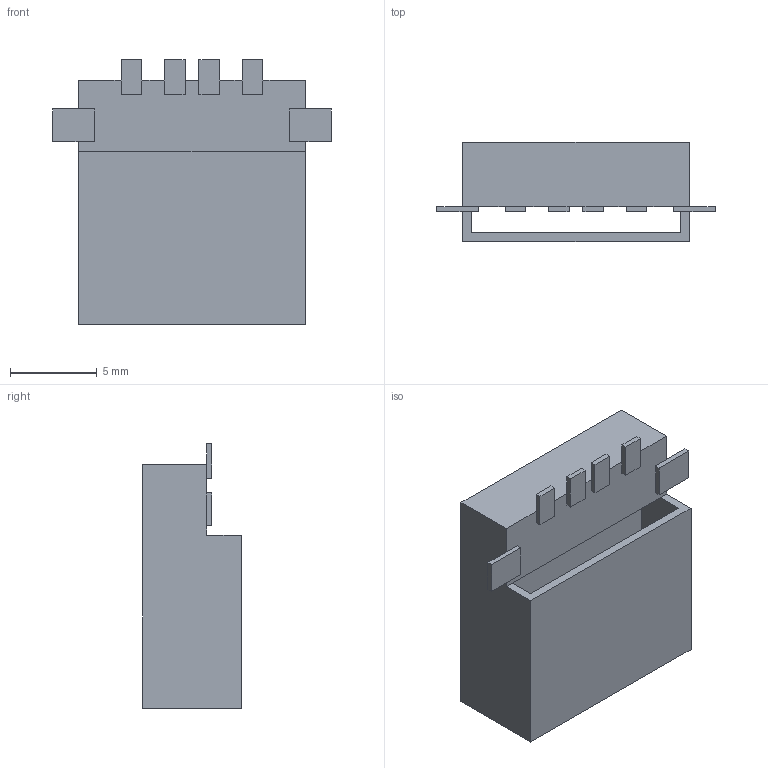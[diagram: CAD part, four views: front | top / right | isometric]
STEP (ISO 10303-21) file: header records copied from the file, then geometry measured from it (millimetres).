
FILE_DESCRIPTION(/* description */ (''),/* implementation_level */ '2;1');
FILE_NAME(/* name */ '905-562A2021S10100.step',/* time_stamp */ '2021-05-15T10:03:52-04:00',/* author */ (''),/* organization */ (''),/* preprocessor_version */ 'ST-DEVELOPER v18.1',/* originating_system */ 'Autodesk Translation Framework v10.6.0.1341',/* authorisation */ '');
FILE_SCHEMA (('AUTOMOTIVE_DESIGN { 1 0 10303 214 3 1 1 }'));
Length unit declared in the file: millimetre
Products named in the file (1): 905-562A2021S10100
Bounding box: 16.1 x 5.7 x 15.3 mm (x, y, z)
Volume: 569.3 mm3; surface area: 1252.6 mm2
Topology: 1 solids, 1 shells, 54 faces, 142 edges, 90 vertices
Faces by surface type: plane 54
Entity records: 1651 total; most frequent: CARTESIAN_POINT 287, ORIENTED_EDGE 284, DIRECTION 252, LINE 142, VECTOR 142, EDGE_CURVE 142, VERTEX_POINT 90, EDGE_LOOP 56
